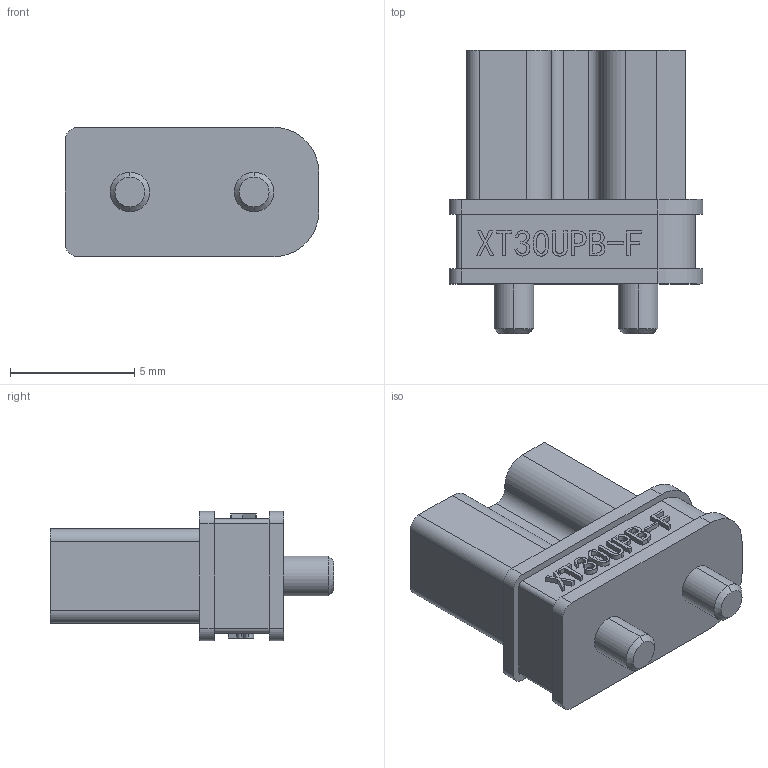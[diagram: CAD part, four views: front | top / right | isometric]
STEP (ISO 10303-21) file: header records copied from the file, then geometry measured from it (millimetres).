
FILE_DESCRIPTION (( 'STEP AP214' ), '1' );
FILE_NAME ('F4D1A0A9-FE1F-4251-874A-CD110D542C4F.STEP', '2023-08-28T02:41:27', ( '' ), ( '' ), 'SwSTEP 2.0', 'SolidWorks 2022', '' );
FILE_SCHEMA (( 'AUTOMOTIVE_DESIGN' ));
Length unit declared in the file: millimetre
Products named in the file (1): F4D1A0A9-FE1F-4251-874A-CD110D542C4F
Bounding box: 10.2 x 11.4 x 5.2 mm (x, y, z)
Volume: 267.4 mm3; surface area: 492.4 mm2
Topology: 1 solids, 1 shells, 256 faces, 671 edges, 446 vertices
Faces by surface type: plane 148, bspline 70, cylinder 34, cone 4
Entity records: 12523 total; most frequent: CARTESIAN_POINT 6380, ORIENTED_EDGE 1342, DIRECTION 977, EDGE_CURVE 671, VECTOR 459, LINE 459, VERTEX_POINT 446, EDGE_LOOP 285
